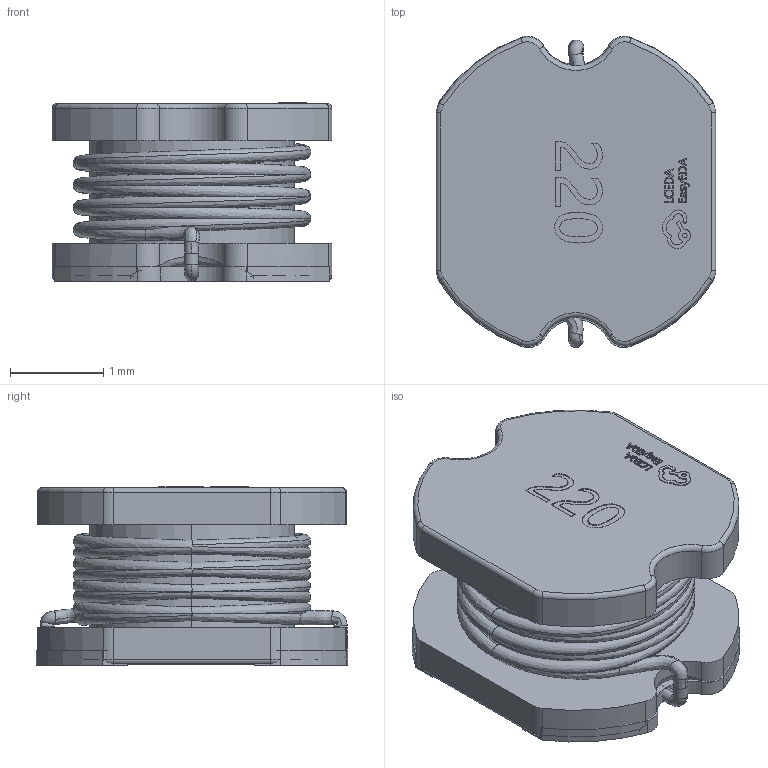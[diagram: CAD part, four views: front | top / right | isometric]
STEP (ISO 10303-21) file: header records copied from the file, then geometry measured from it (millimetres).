
FILE_DESCRIPTION (( 'STEP AP214' ), '1' );
FILE_NAME ('IND-SMD_L3.5-W3.0-H2.0.step', '2022-07-09T00:07:53', ( '' ), ( '' ), 'SwSTEP 2.0', 'SolidWorks 2020', '' );
FILE_SCHEMA (( 'AUTOMOTIVE_DESIGN' ));
Length unit declared in the file: millimetre
Products named in the file (1): IND-SMD_L3.5-W3.0-H2.0
Bounding box: 3 x 3.34 x 1.92 mm (x, y, z)
Volume: 12.3 mm3; surface area: 72.2 mm2
Topology: 4 solids, 4 shells, 487 faces, 1333 edges, 870 vertices
Faces by surface type: plane 208, bspline 194, cylinder 59, torus 26
Entity records: 67538 total; most frequent: CARTESIAN_POINT 51212, ORIENTED_EDGE 2650, DIRECTION 1624, EDGE_CURVE 1325, VERTEX_POINT 868, VECTOR 690, LINE 690, EDGE_LOOP 519
